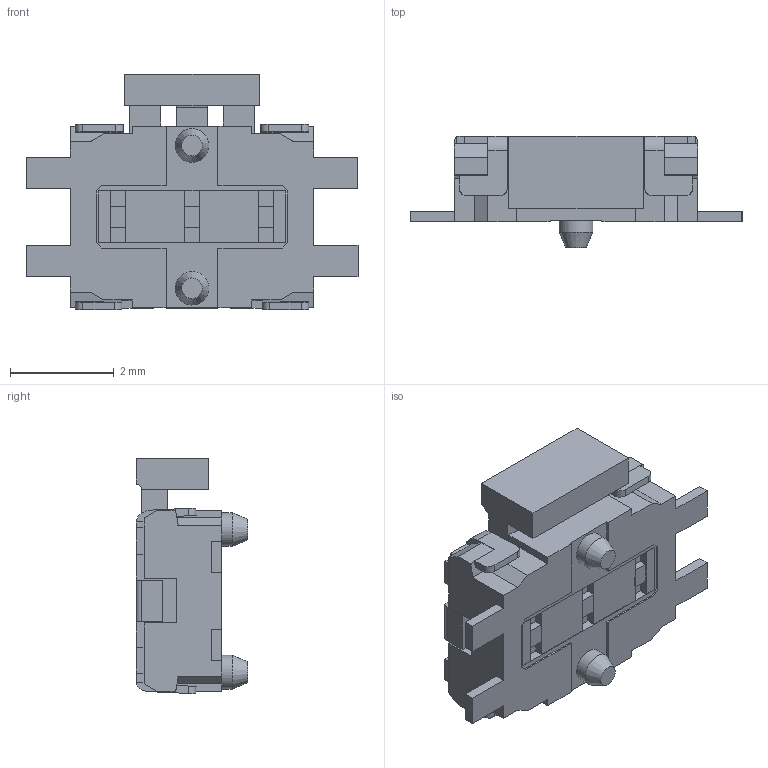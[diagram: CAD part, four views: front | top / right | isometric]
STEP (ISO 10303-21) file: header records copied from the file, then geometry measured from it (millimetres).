
FILE_DESCRIPTION(/* description */ (''),/* implementation_level */ '2;1');
FILE_NAME(/* name */ 'EVQPU-LC-02K_Color.step',/* time_stamp */ '2020-09-25T19:55:18-04:00',/* author */ (''),/* organization */ (''),/* preprocessor_version */ 'ST-DEVELOPER v18.1',/* originating_system */ 'Autodesk Translation Framework v9.3.0.1241',/* authorisation */ '');
FILE_SCHEMA (('AUTOMOTIVE_DESIGN { 1 0 10303 214 3 1 1 }'));
Length unit declared in the file: millimetre
Products named in the file (1): EVQPU-LC-02K
Bounding box: 6.4 x 2.15 x 4.54 mm (x, y, z)
Volume: 27.8 mm3; surface area: 94.8 mm2
Topology: 1 solids, 1 shells, 270 faces, 792 edges, 522 vertices
Faces by surface type: plane 236, cylinder 30, cone 2, bspline 2
Full cylindrical faces by diameter (mm): 0.65 x2
Entity records: 9018 total; most frequent: CARTESIAN_POINT 1616, ORIENTED_EDGE 1584, DIRECTION 1392, EDGE_CURVE 792, LINE 724, VECTOR 724, VERTEX_POINT 522, AXIS2_PLACEMENT_3D 334
